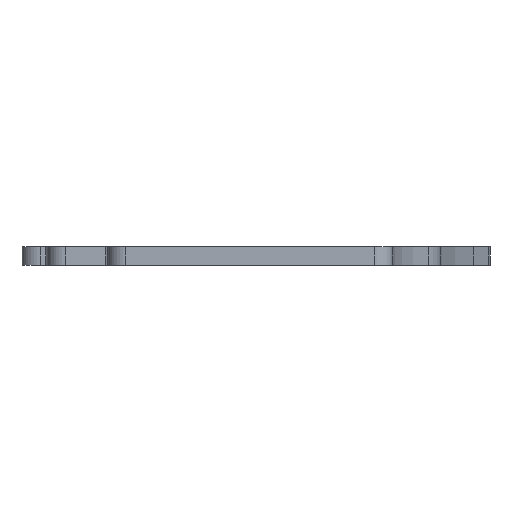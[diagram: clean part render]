
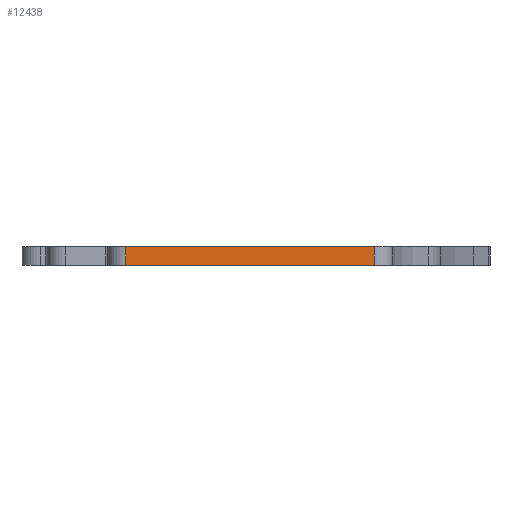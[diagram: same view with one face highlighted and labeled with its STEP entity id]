
A CAD part, left-side view. The second image highlights one B-rep face of the part: STEP entity #12438.
In plain terms, the highlighted planar face has unit normal (-1, 0, 0).
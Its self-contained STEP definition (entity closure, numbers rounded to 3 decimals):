
#1621=FACE_OUTER_BOUND('',#2445,.T.);
#2445=EDGE_LOOP('',(#10977,#10978,#10979,#10980));
#2989=LINE('',#20595,#4137);
#3520=LINE('',#22097,#4668);
#3670=LINE('',#22671,#4818);
#3671=LINE('',#22673,#4819);
#4137=VECTOR('',#13923,10.);
#4668=VECTOR('',#15110,10.);
#4818=VECTOR('',#15540,10.);
#4819=VECTOR('',#15543,10.);
#5412=VERTEX_POINT('',#20592);
#5413=VERTEX_POINT('',#20594);
#6043=VERTEX_POINT('',#22094);
#6044=VERTEX_POINT('',#22096);
#6851=EDGE_CURVE('',#5412,#5413,#2989,.T.);
#7592=EDGE_CURVE('',#6043,#6044,#3520,.T.);
#7775=EDGE_CURVE('',#5413,#6043,#3670,.T.);
#7776=EDGE_CURVE('',#5412,#6044,#3671,.T.);
#10977=ORIENTED_EDGE('',*,*,#7775,.F.);
#10978=ORIENTED_EDGE('',*,*,#6851,.F.);
#10979=ORIENTED_EDGE('',*,*,#7776,.T.);
#10980=ORIENTED_EDGE('',*,*,#7592,.F.);
#11833=PLANE('',#13176);
#12438=ADVANCED_FACE('',(#1621),#11833,.T.);
#13176=AXIS2_PLACEMENT_3D('',#22672,#15541,#15542);
#13923=DIRECTION('',(0.,1.,0.));
#15110=DIRECTION('',(0.,-1.,0.));
#15540=DIRECTION('',(0.,0.,1.));
#15541=DIRECTION('center_axis',(-1.,0.,0.));
#15542=DIRECTION('ref_axis',(0.,-1.,0.));
#15543=DIRECTION('',(0.,0.,1.));
#20592=CARTESIAN_POINT('',(-77.6,-21.6,-1.7));
#20594=CARTESIAN_POINT('',(-77.6,27.6,-1.7));
#20595=CARTESIAN_POINT('',(-77.6,14.701,-1.7));
#22094=CARTESIAN_POINT('',(-77.6,27.6,2.));
#22096=CARTESIAN_POINT('',(-77.6,-21.6,2.));
#22097=CARTESIAN_POINT('',(-77.6,-21.6,2.));
#22671=CARTESIAN_POINT('',(-77.6,27.6,1.5));
#22672=CARTESIAN_POINT('Origin',(-77.6,27.6,1.5));
#22673=CARTESIAN_POINT('',(-77.6,-21.6,1.5));
